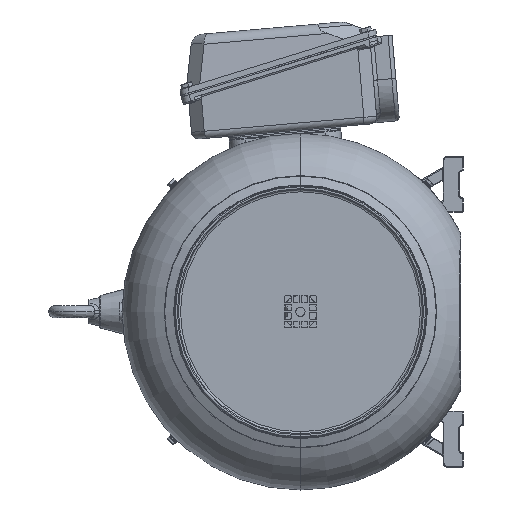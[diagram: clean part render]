
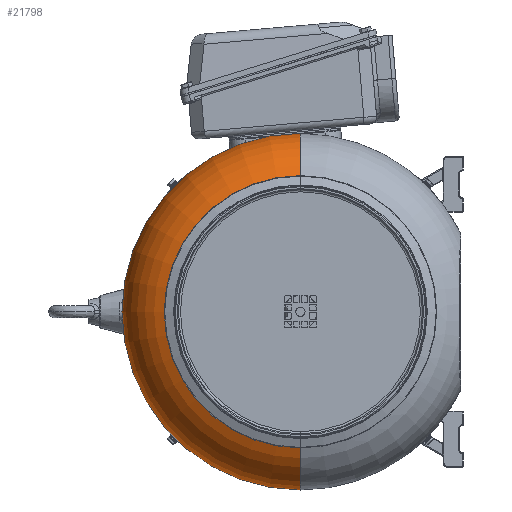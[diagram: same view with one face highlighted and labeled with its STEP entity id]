
A CAD part, left-side view. The second image highlights one B-rep face of the part: STEP entity #21798.
In plain terms, the highlighted toroidal (fillet/blend) face has major radius 137.5 mm and minor radius 85 mm.
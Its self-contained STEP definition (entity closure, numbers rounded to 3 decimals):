
#6793 = CARTESIAN_POINT ( 'NONE',  ( -193.361, 0., 170.028 ) ) ;
#8729 = CIRCLE ( 'NONE', #18403, 222.5 ) ;
#10416 = CARTESIAN_POINT ( 'NONE',  ( -193.361, 0., -170.028 ) ) ;
#17294 = ORIENTED_EDGE ( 'NONE', *, *, #95030, .T. ) ;
#18403 = AXIS2_PLACEMENT_3D ( 'NONE', #123880, #135719, #147084 ) ;
#20976 = DIRECTION ( 'NONE',  ( 0., 0., 1. ) ) ;
#21798 = ADVANCED_FACE ( 'NONE', ( #56526 ), #147118, .T. ) ;
#27251 = EDGE_LOOP ( 'NONE', ( #17294, #126252, #117868, #67722 ) ) ;
#28342 = CIRCLE ( 'NONE', #52682, 85. ) ;
#29067 = EDGE_CURVE ( 'NONE', #51146, #48629, #28342, .T. ) ;
#41520 = AXIS2_PLACEMENT_3D ( 'NONE', #117396, #141133, #82218 ) ;
#46406 = CARTESIAN_POINT ( 'NONE',  ( -114.831, 0., 222.5 ) ) ;
#46972 = DIRECTION ( 'NONE',  ( -1., 0., 0. ) ) ;
#48282 = CIRCLE ( 'NONE', #65968, 85. ) ;
#48629 = VERTEX_POINT ( 'NONE', #10416 ) ;
#51146 = VERTEX_POINT ( 'NONE', #64439 ) ;
#52682 = AXIS2_PLACEMENT_3D ( 'NONE', #57112, #151107, #20976 ) ;
#56526 = FACE_OUTER_BOUND ( 'NONE', #27251, .T. ) ;
#57112 = CARTESIAN_POINT ( 'NONE',  ( -114.831, 0., -137.5 ) ) ;
#64439 = CARTESIAN_POINT ( 'NONE',  ( -114.831, 0., -222.5 ) ) ;
#65968 = AXIS2_PLACEMENT_3D ( 'NONE', #129498, #70570, #153214 ) ;
#67722 = ORIENTED_EDGE ( 'NONE', *, *, #111784, .F. ) ;
#70570 = DIRECTION ( 'NONE',  ( 0., -1., 0. ) ) ;
#78020 = VERTEX_POINT ( 'NONE', #46406 ) ;
#82218 = DIRECTION ( 'NONE',  ( 0., 0., 1. ) ) ;
#88708 = AXIS2_PLACEMENT_3D ( 'NONE', #105339, #46972, #129664 ) ;
#95030 = EDGE_CURVE ( 'NONE', #78020, #51146, #8729, .T. ) ;
#97531 = CIRCLE ( 'NONE', #41520, 170.028 ) ;
#105339 = CARTESIAN_POINT ( 'NONE',  ( -114.831, 0., 0. ) ) ;
#110233 = VERTEX_POINT ( 'NONE', #6793 ) ;
#111784 = EDGE_CURVE ( 'NONE', #78020, #110233, #48282, .T. ) ;
#117396 = CARTESIAN_POINT ( 'NONE',  ( -193.361, 0., 0. ) ) ;
#117868 = ORIENTED_EDGE ( 'NONE', *, *, #126037, .F. ) ;
#123880 = CARTESIAN_POINT ( 'NONE',  ( -114.831, 0., 0. ) ) ;
#126037 = EDGE_CURVE ( 'NONE', #110233, #48629, #97531, .T. ) ;
#126252 = ORIENTED_EDGE ( 'NONE', *, *, #29067, .T. ) ;
#129498 = CARTESIAN_POINT ( 'NONE',  ( -114.831, 0., 137.5 ) ) ;
#129664 = DIRECTION ( 'NONE',  ( 0., 0., 1. ) ) ;
#135719 = DIRECTION ( 'NONE',  ( -1., 0., 0. ) ) ;
#141133 = DIRECTION ( 'NONE',  ( -1., 0., 0. ) ) ;
#147084 = DIRECTION ( 'NONE',  ( 0., 0., 1. ) ) ;
#147118 = TOROIDAL_SURFACE ( 'NONE', #88708, 137.5, 85. ) ;
#151107 = DIRECTION ( 'NONE',  ( 0., 1., 0. ) ) ;
#153214 = DIRECTION ( 'NONE',  ( 0., 0., -1. ) ) ;
